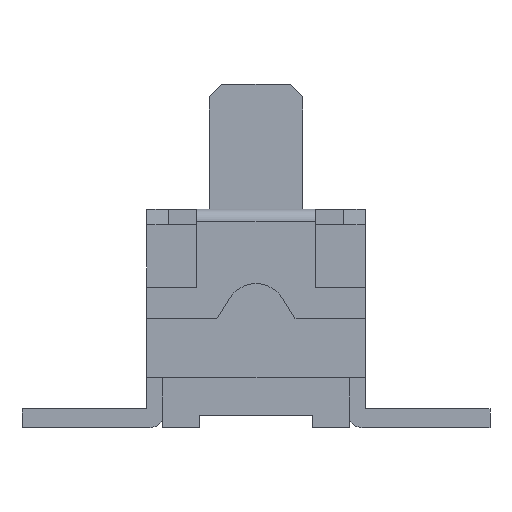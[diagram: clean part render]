
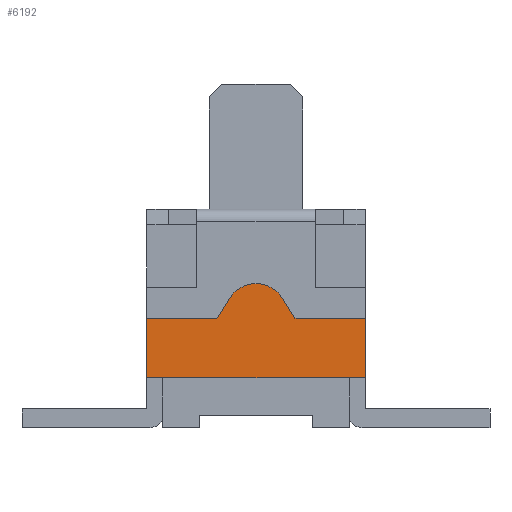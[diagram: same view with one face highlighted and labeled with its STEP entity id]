
A CAD part, left-side view. The second image highlights one B-rep face of the part: STEP entity #6192.
In plain terms, the highlighted planar face has unit normal (-1, 0, 0).
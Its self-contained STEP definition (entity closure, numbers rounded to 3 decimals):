
#209 = CARTESIAN_POINT ( 'NONE',  ( -3.999, -1.405, -1.124 ) ) ;
#373 = ORIENTED_EDGE ( 'NONE', *, *, #3672, .T. ) ;
#620 = EDGE_CURVE ( 'NONE', #2978, #3752, #7865, .T. ) ;
#655 = CARTESIAN_POINT ( 'NONE',  ( -3.999, -10.383, -0.126 ) ) ;
#1191 = VECTOR ( 'NONE', #3880, 1000. ) ;
#1719 = EDGE_CURVE ( 'NONE', #5306, #5845, #4922, .T. ) ;
#1849 = VERTEX_POINT ( 'NONE', #7229 ) ;
#1854 = DIRECTION ( 'NONE',  ( 0., 1., 0. ) ) ;
#1950 = CARTESIAN_POINT ( 'NONE',  ( -3.999, 1.405, -1.124 ) ) ;
#1962 = CARTESIAN_POINT ( 'NONE',  ( -3.999, -0.951, -0.125 ) ) ;
#2031 = LINE ( 'NONE', #209, #2741 ) ;
#2114 = DIRECTION ( 'NONE',  ( 0., 0., 1. ) ) ;
#2323 = LINE ( 'NONE', #5616, #6262 ) ;
#2512 = ORIENTED_EDGE ( 'NONE', *, *, #1719, .T. ) ;
#2529 = DIRECTION ( 'NONE',  ( 0., 1., 0. ) ) ;
#2705 = EDGE_CURVE ( 'NONE', #2978, #6134, #6374, .T. ) ;
#2741 = VECTOR ( 'NONE', #7154, 1000. ) ;
#2919 = EDGE_CURVE ( 'NONE', #3752, #5845, #2031, .T. ) ;
#2978 = VERTEX_POINT ( 'NONE', #6622 ) ;
#2992 = EDGE_CURVE ( 'NONE', #7115, #6134, #3786, .T. ) ;
#3011 = AXIS2_PLACEMENT_3D ( 'NONE', #3791, #5723, #8213 ) ;
#3102 = FACE_OUTER_BOUND ( 'NONE', #6724, .T. ) ;
#3147 = CARTESIAN_POINT ( 'NONE',  ( -3.999, -1.75, -2.575 ) ) ;
#3189 = CARTESIAN_POINT ( 'NONE',  ( -3.999, -0.951, -1.124 ) ) ;
#3281 = DIRECTION ( 'NONE',  ( 0., 1., 0. ) ) ;
#3391 = CARTESIAN_POINT ( 'NONE',  ( -3.999, 0.951, -0.125 ) ) ;
#3392 = LINE ( 'NONE', #1950, #5573 ) ;
#3672 = EDGE_CURVE ( 'NONE', #4557, #1849, #5748, .T. ) ;
#3752 = VERTEX_POINT ( 'NONE', #3189 ) ;
#3786 = LINE ( 'NONE', #3391, #4978 ) ;
#3791 = CARTESIAN_POINT ( 'NONE',  ( -3.999, -10.383, 0. ) ) ;
#3880 = DIRECTION ( 'NONE',  ( 0., 0., 1. ) ) ;
#3983 = CARTESIAN_POINT ( 'NONE',  ( -3.999, -1.75, 0. ) ) ;
#4052 = ORIENTED_EDGE ( 'NONE', *, *, #620, .F. ) ;
#4065 = VECTOR ( 'NONE', #6275, 1000. ) ;
#4077 = CARTESIAN_POINT ( 'NONE',  ( -3.999, 0.951, -1.124 ) ) ;
#4132 = VECTOR ( 'NONE', #8158, 1000. ) ;
#4352 = CARTESIAN_POINT ( 'NONE',  ( -3.999, 1.75, 0. ) ) ;
#4360 = ORIENTED_EDGE ( 'NONE', *, *, #2919, .F. ) ;
#4417 = PLANE ( 'NONE',  #3011 ) ;
#4557 = VERTEX_POINT ( 'NONE', #4883 ) ;
#4718 = ORIENTED_EDGE ( 'NONE', *, *, #2992, .F. ) ;
#4883 = CARTESIAN_POINT ( 'NONE',  ( -3.999, 1.75, -1.124 ) ) ;
#4922 = LINE ( 'NONE', #3983, #1191 ) ;
#4978 = VECTOR ( 'NONE', #2114, 1000. ) ;
#5306 = VERTEX_POINT ( 'NONE', #3147 ) ;
#5537 = CARTESIAN_POINT ( 'NONE',  ( -3.999, 0.951, -0.126 ) ) ;
#5573 = VECTOR ( 'NONE', #3281, 1000. ) ;
#5616 = CARTESIAN_POINT ( 'NONE',  ( -3.999, -1.75, -2.575 ) ) ;
#5723 = DIRECTION ( 'NONE',  ( 1., 0., 0. ) ) ;
#5748 = LINE ( 'NONE', #4352, #4065 ) ;
#5845 = VERTEX_POINT ( 'NONE', #7487 ) ;
#5923 = EDGE_CURVE ( 'NONE', #7115, #4557, #3392, .T. ) ;
#5942 = ORIENTED_EDGE ( 'NONE', *, *, #7796, .F. ) ;
#6134 = VERTEX_POINT ( 'NONE', #5537 ) ;
#6192 = ADVANCED_FACE ( 'NONE', ( #3102 ), #4417, .F. ) ;
#6209 = ORIENTED_EDGE ( 'NONE', *, *, #2705, .T. ) ;
#6262 = VECTOR ( 'NONE', #1854, 1000. ) ;
#6275 = DIRECTION ( 'NONE',  ( 0., 0., -1. ) ) ;
#6374 = LINE ( 'NONE', #655, #7256 ) ;
#6622 = CARTESIAN_POINT ( 'NONE',  ( -3.999, -0.951, -0.126 ) ) ;
#6724 = EDGE_LOOP ( 'NONE', ( #5942, #2512, #4360, #4052, #6209, #4718, #7475, #373 ) ) ;
#7115 = VERTEX_POINT ( 'NONE', #4077 ) ;
#7154 = DIRECTION ( 'NONE',  ( 0., -1., 0. ) ) ;
#7229 = CARTESIAN_POINT ( 'NONE',  ( -3.999, 1.75, -2.575 ) ) ;
#7256 = VECTOR ( 'NONE', #2529, 1000. ) ;
#7475 = ORIENTED_EDGE ( 'NONE', *, *, #5923, .T. ) ;
#7487 = CARTESIAN_POINT ( 'NONE',  ( -3.999, -1.75, -1.124 ) ) ;
#7796 = EDGE_CURVE ( 'NONE', #5306, #1849, #2323, .T. ) ;
#7865 = LINE ( 'NONE', #1962, #4132 ) ;
#8158 = DIRECTION ( 'NONE',  ( 0., 0., -1. ) ) ;
#8213 = DIRECTION ( 'NONE',  ( 0., 0., -1. ) ) ;
